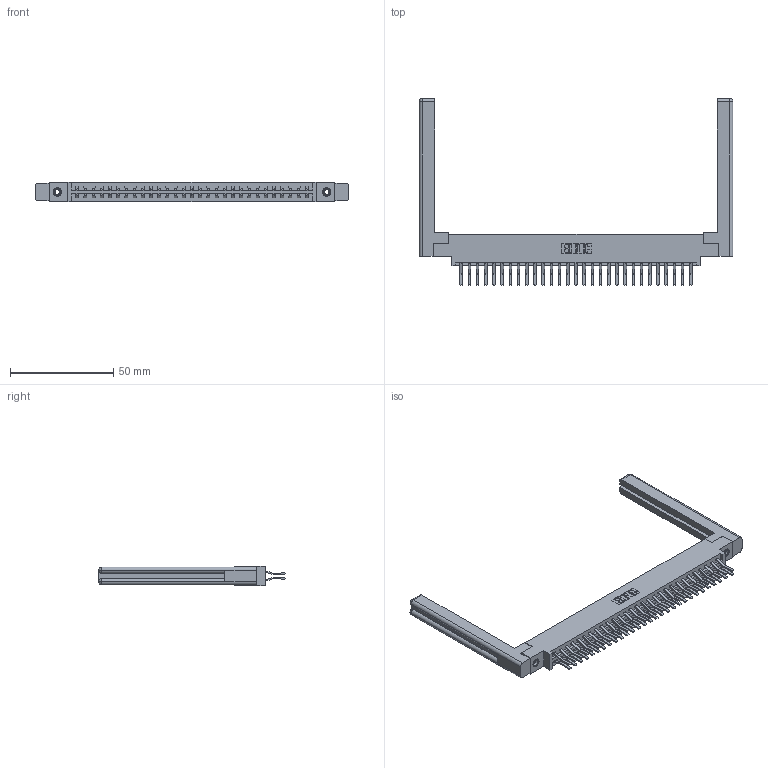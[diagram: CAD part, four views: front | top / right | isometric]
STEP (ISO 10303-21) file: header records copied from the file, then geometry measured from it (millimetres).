
FILE_DESCRIPTION (( 'STEP AP203' ), '1' );
FILE_NAME ('387-058-560-858.STEP', '2019-10-19T10:37:52', ( '' ), ( '' ), 'SwSTEP 2.0', 'SolidWorks 2016', '' );
FILE_SCHEMA (( 'CONFIG_CONTROL_DESIGN' ));
Length unit declared in the file: inch
Products named in the file (5): 337 Part_0.170 Offset - 0.156 Dia-TI; 345-292-001_560 Tail; 387-058-560-858; 307-220-058; 345-250-001_345-250-001-102
Assembly tree (63 placements, depth 2):
  387-058-560-858
    337 Part_0.170 Offset - 0.156 Dia-TI
    345-292-001_560 Tail  x58
    345-250-001_345-250-001-102  x2
    307-220-058  x2
Bounding box: 151.54 x 90.19 x 9.4 mm (x, y, z)
Volume: 23202.1 mm3; surface area: 24284.2 mm2
Topology: 63 solids, 63 shells, 3508 faces, 10363 edges, 6818 vertices
Faces by surface type: plane 2362, cylinder 1122, cone 12, torus 12
Entity records: 27020 total; most frequent: CARTESIAN_POINT 4573, ORIENTED_EDGE 4448, DIRECTION 3932, EDGE_CURVE 2224, LINE 2044, VECTOR 2044, VERTEX_POINT 1474, AXIS2_PLACEMENT_3D 944
